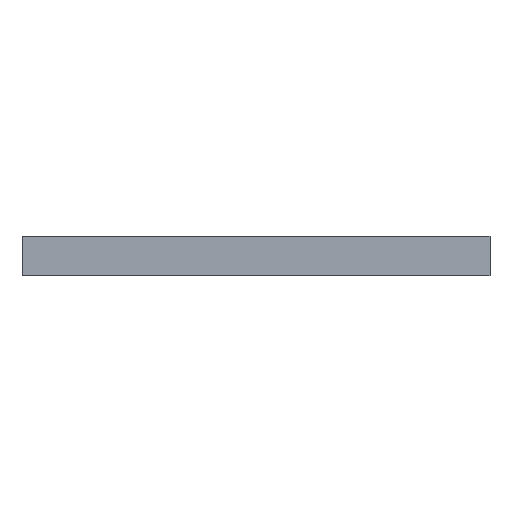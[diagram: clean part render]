
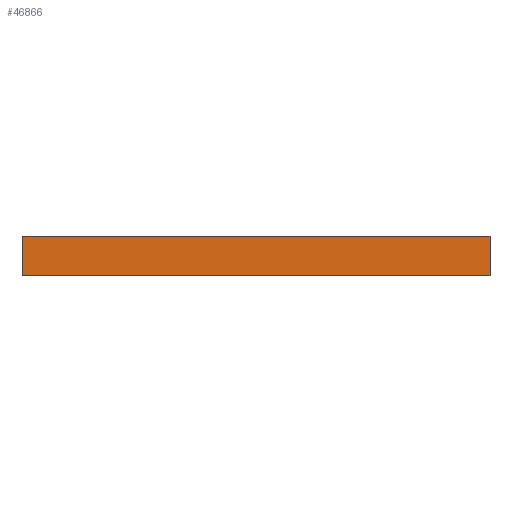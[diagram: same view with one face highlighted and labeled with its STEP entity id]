
A CAD part, front view. The second image highlights one B-rep face of the part: STEP entity #46866.
In plain terms, the highlighted planar face has unit normal (0, -1, 0).
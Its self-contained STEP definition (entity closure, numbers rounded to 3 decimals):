
#899 = VECTOR ( 'NONE', #7496, 1000. ) ;
#2255 = EDGE_CURVE ( 'NONE', #9592, #41360, #28748, .T. ) ;
#2490 = ORIENTED_EDGE ( 'NONE', *, *, #40808, .T. ) ;
#3607 = LINE ( 'NONE', #11768, #899 ) ;
#4087 = CARTESIAN_POINT ( 'NONE',  ( 300., -450., 0. ) ) ;
#4122 = VERTEX_POINT ( 'NONE', #17898 ) ;
#6054 = VECTOR ( 'NONE', #41704, 1000. ) ;
#7496 = DIRECTION ( 'NONE',  ( 0., 0., -1. ) ) ;
#8790 = CARTESIAN_POINT ( 'NONE',  ( -300., -450., 0. ) ) ;
#9592 = VERTEX_POINT ( 'NONE', #13276 ) ;
#11472 = CARTESIAN_POINT ( 'NONE',  ( 300., -450., 50. ) ) ;
#11768 = CARTESIAN_POINT ( 'NONE',  ( 300., -450., 50. ) ) ;
#12736 = DIRECTION ( 'NONE',  ( 0., 0., 1. ) ) ;
#13276 = CARTESIAN_POINT ( 'NONE',  ( -300., -450., 50. ) ) ;
#14495 = FACE_OUTER_BOUND ( 'NONE', #23846, .T. ) ;
#16837 = PLANE ( 'NONE',  #47565 ) ;
#17327 = EDGE_CURVE ( 'NONE', #41360, #25021, #3607, .T. ) ;
#17898 = CARTESIAN_POINT ( 'NONE',  ( -300., -450., 0. ) ) ;
#23846 = EDGE_LOOP ( 'NONE', ( #36687, #40627, #51889, #2490 ) ) ;
#24378 = CARTESIAN_POINT ( 'NONE',  ( -300., -450., 50. ) ) ;
#25021 = VERTEX_POINT ( 'NONE', #4087 ) ;
#25759 = DIRECTION ( 'NONE',  ( 1., 0., 0. ) ) ;
#28748 = LINE ( 'NONE', #49912, #6054 ) ;
#29715 = CARTESIAN_POINT ( 'NONE',  ( -300., -450., 50. ) ) ;
#34445 = VECTOR ( 'NONE', #45713, 1000. ) ;
#35779 = LINE ( 'NONE', #24378, #34445 ) ;
#36687 = ORIENTED_EDGE ( 'NONE', *, *, #50490, .T. ) ;
#38336 = DIRECTION ( 'NONE',  ( 0., 1., 0. ) ) ;
#39836 = LINE ( 'NONE', #8790, #49883 ) ;
#40627 = ORIENTED_EDGE ( 'NONE', *, *, #17327, .F. ) ;
#40808 = EDGE_CURVE ( 'NONE', #9592, #4122, #35779, .T. ) ;
#41360 = VERTEX_POINT ( 'NONE', #11472 ) ;
#41704 = DIRECTION ( 'NONE',  ( 1., 0., 0. ) ) ;
#45713 = DIRECTION ( 'NONE',  ( 0., 0., -1. ) ) ;
#46866 = ADVANCED_FACE ( 'NONE', ( #14495 ), #16837, .F. ) ;
#47565 = AXIS2_PLACEMENT_3D ( 'NONE', #29715, #38336, #12736 ) ;
#49883 = VECTOR ( 'NONE', #25759, 1000. ) ;
#49912 = CARTESIAN_POINT ( 'NONE',  ( -300., -450., 50. ) ) ;
#50490 = EDGE_CURVE ( 'NONE', #4122, #25021, #39836, .T. ) ;
#51889 = ORIENTED_EDGE ( 'NONE', *, *, #2255, .F. ) ;
